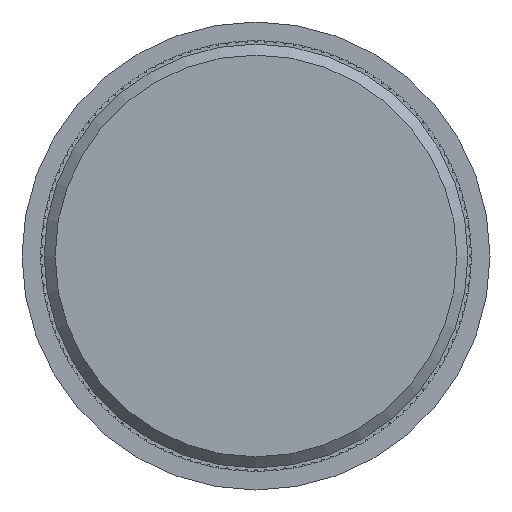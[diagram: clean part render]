
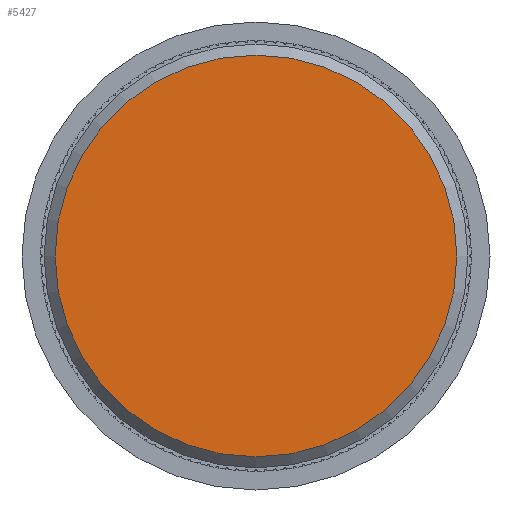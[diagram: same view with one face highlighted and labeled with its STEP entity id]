
A CAD part, front view. The second image highlights one B-rep face of the part: STEP entity #5427.
In plain terms, the highlighted planar face has unit normal (0, -1, 0).
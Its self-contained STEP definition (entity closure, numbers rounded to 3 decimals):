
#1155=FACE_OUTER_BOUND('',#1446,.T.);
#1446=EDGE_LOOP('',(#5135));
#2014=CIRCLE('',#6304,18.2);
#2582=VERTEX_POINT('',#10006);
#3432=EDGE_CURVE('',#2582,#2582,#2014,.T.);
#5135=ORIENTED_EDGE('',*,*,#3432,.F.);
#5139=PLANE('',#6306);
#5427=ADVANCED_FACE('',(#1155),#5139,.F.);
#6304=AXIS2_PLACEMENT_3D('',#10008,#8297,#8298);
#6306=AXIS2_PLACEMENT_3D('',#10011,#8302,#8303);
#8297=DIRECTION('center_axis',(0.,1.,0.));
#8298=DIRECTION('ref_axis',(1.,0.,0.));
#8302=DIRECTION('center_axis',(0.,1.,0.));
#8303=DIRECTION('ref_axis',(0.,0.,1.));
#10006=CARTESIAN_POINT('',(-18.2,0.,0.));
#10008=CARTESIAN_POINT('Origin',(0.,0.,0.));
#10011=CARTESIAN_POINT('Origin',(0.,0.,0.));
